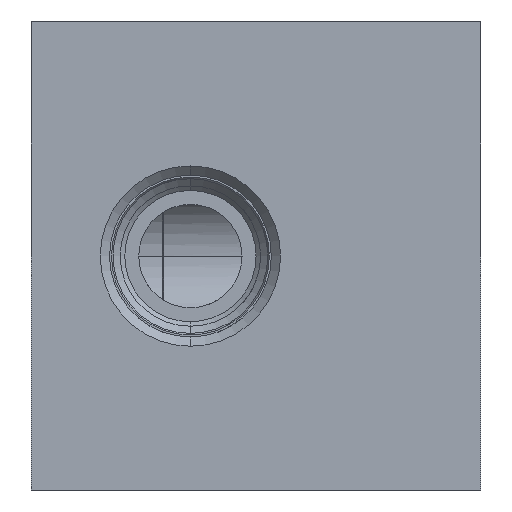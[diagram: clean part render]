
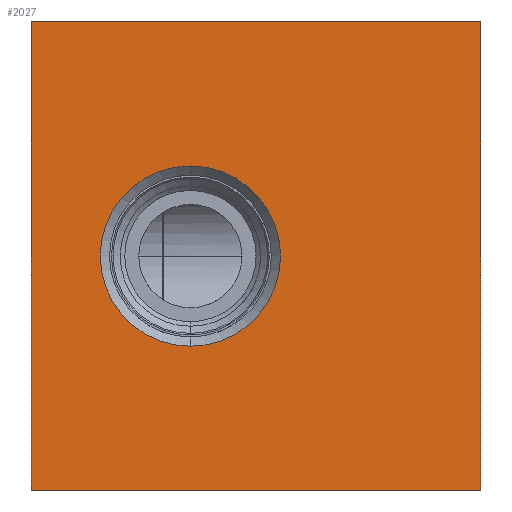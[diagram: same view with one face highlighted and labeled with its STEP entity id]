
A CAD part, left-side view. The second image highlights one B-rep face of the part: STEP entity #2027.
In plain terms, the highlighted planar face has unit normal (-1, 0, 0).
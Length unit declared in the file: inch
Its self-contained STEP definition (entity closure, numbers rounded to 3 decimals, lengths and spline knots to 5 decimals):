
#1=DIRECTION('',(0.,-1.,0.));
#2=VECTOR('',#1,3.);
#3=CARTESIAN_POINT('',(0.,0.,0.));
#4=LINE('',#3,#2);
#37=DIRECTION('',(0.,0.,1.));
#38=VECTOR('',#37,3.125);
#39=CARTESIAN_POINT('',(0.,0.,0.));
#40=LINE('',#39,#38);
#41=CARTESIAN_POINT('',(0.,-1.062,1.562));
#42=DIRECTION('',(1.,0.,0.));
#43=DIRECTION('',(0.,0.,-1.));
#44=AXIS2_PLACEMENT_3D('',#41,#42,#43);
#46=CARTESIAN_POINT('',(0.,-1.062,1.562));
#47=DIRECTION('',(1.,0.,0.));
#48=DIRECTION('',(0.,0.,1.));
#49=AXIS2_PLACEMENT_3D('',#46,#47,#48);
#89=DIRECTION('',(0.,0.,1.));
#90=VECTOR('',#89,3.125);
#91=CARTESIAN_POINT('',(0.,-3.,0.));
#92=LINE('',#91,#90);
#113=DIRECTION('',(0.,-1.,0.));
#114=VECTOR('',#113,3.);
#115=CARTESIAN_POINT('',(0.,0.,3.125));
#116=LINE('',#115,#114);
#1725=CARTESIAN_POINT('',(0.,0.,0.));
#1726=CARTESIAN_POINT('',(0.,-3.,0.));
#1727=VERTEX_POINT('',#1725);
#1728=VERTEX_POINT('',#1726);
#1733=CARTESIAN_POINT('',(0.,0.,3.125));
#1734=CARTESIAN_POINT('',(0.,-3.,3.125));
#1735=VERTEX_POINT('',#1733);
#1736=VERTEX_POINT('',#1734);
#1957=CARTESIAN_POINT('',(0.,-1.062,2.164));
#1958=VERTEX_POINT('',#1957);
#1959=CARTESIAN_POINT('',(0.,-1.062,0.96));
#1960=VERTEX_POINT('',#1959);
#2007=CARTESIAN_POINT('',(0.,0.,0.));
#2008=DIRECTION('',(-1.,0.,0.));
#2009=DIRECTION('',(0.,-1.,0.));
#2010=AXIS2_PLACEMENT_3D('',#2007,#2008,#2009);
#2011=PLANE('',#2010);
#2012=ORIENTED_EDGE('',*,*,#1984,.F.);
#2014=ORIENTED_EDGE('',*,*,#2013,.T.);
#2016=ORIENTED_EDGE('',*,*,#2015,.T.);
#2018=ORIENTED_EDGE('',*,*,#2017,.F.);
#2019=EDGE_LOOP('',(#2012,#2014,#2016,#2018));
#2020=FACE_OUTER_BOUND('',#2019,.F.);
#2022=ORIENTED_EDGE('',*,*,#2021,.F.);
#2024=ORIENTED_EDGE('',*,*,#2023,.F.);
#2025=EDGE_LOOP('',(#2022,#2024));
#2026=FACE_BOUND('',#2025,.F.);
#2027=ADVANCED_FACE('',(#2020,#2026),#2011,.T.);
#45=CIRCLE('',#44,0.602);
#50=CIRCLE('',#49,0.602);
#1984=EDGE_CURVE('',#1727,#1728,#4,.T.);
#2013=EDGE_CURVE('',#1727,#1735,#40,.T.);
#2015=EDGE_CURVE('',#1735,#1736,#116,.T.);
#2017=EDGE_CURVE('',#1728,#1736,#92,.T.);
#2021=EDGE_CURVE('',#1960,#1958,#45,.T.);
#2023=EDGE_CURVE('',#1958,#1960,#50,.T.);
